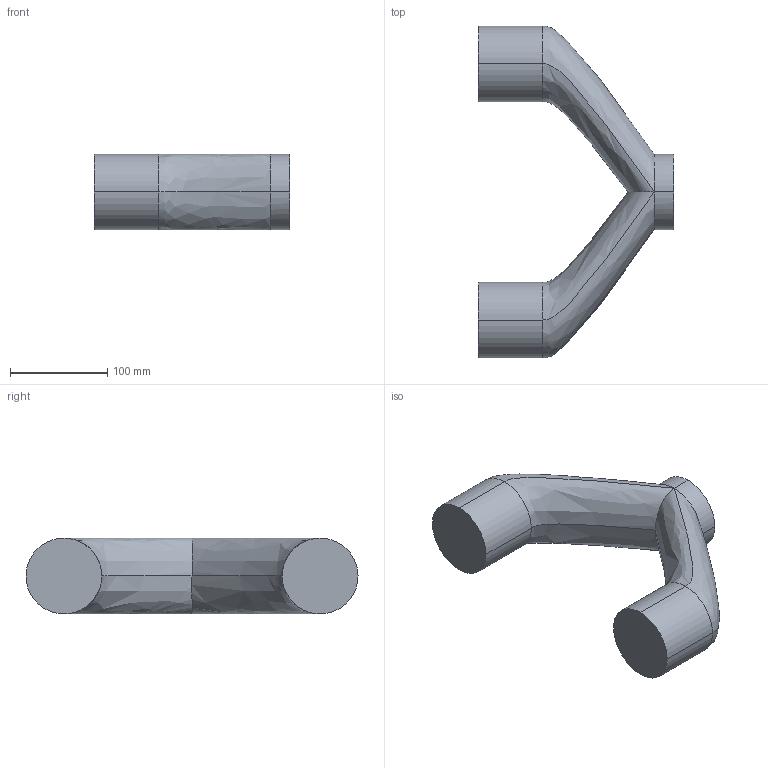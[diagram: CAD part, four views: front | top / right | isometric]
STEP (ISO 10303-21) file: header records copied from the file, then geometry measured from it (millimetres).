
FILE_DESCRIPTION(/* description */ (''),/* implementation_level */ '2;1');
FILE_NAME(/* name */ 'fluent_meshing_prepped_inlet_hopefully v1.step',/* time_stamp */ '2024-08-16T10:15:46-04:00',/* author */ (''),/* organization */ (''),/* preprocessor_version */ 'ST-DEVELOPER v20',/* originating_system */ 'Autodesk Translation Framework v13.14.0.145',/* authorisation */ '');
FILE_SCHEMA (('AUTOMOTIVE_DESIGN { 1 0 10303 214 3 1 1 }'));
Length unit declared in the file: metre
Products named in the file (1): fluent_meshing_prepped_inlet_hopefully v1
Bounding box: 200.92 x 340.97 x 77.81 mm (x, y, z)
Surface area: 117359.9 mm2 (no closed solid volume)
Topology: 0 solids, 4 shells, 23 faces, 58 edges, 37 vertices
Faces by surface type: bspline 20, plane 3
Entity records: 1746 total; most frequent: CARTESIAN_POINT 1329, ORIENTED_EDGE 92, EDGE_CURVE 58, B_SPLINE_CURVE_WITH_KNOTS 46, VERTEX_POINT 37, FACE_OUTER_BOUND 23, EDGE_LOOP 23, ADVANCED_FACE 23
